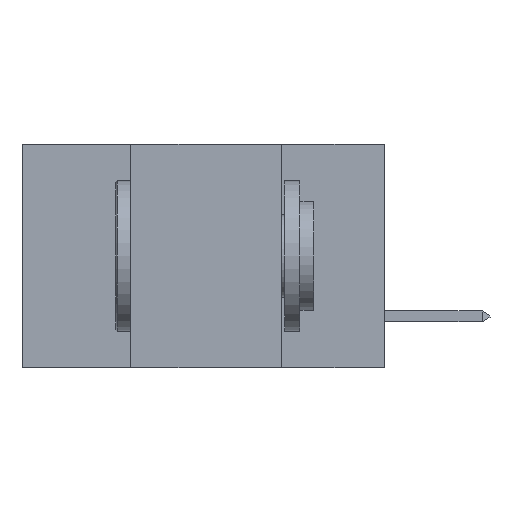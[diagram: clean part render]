
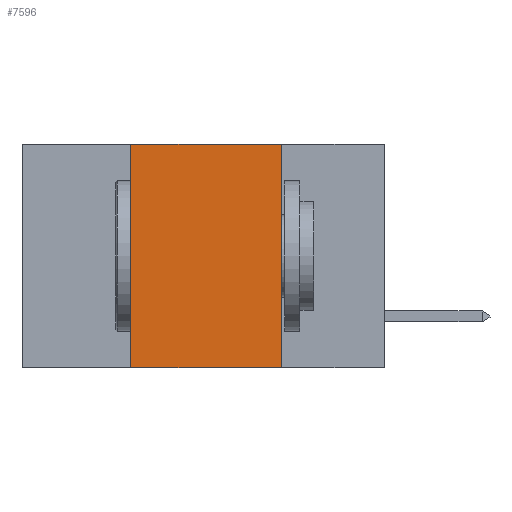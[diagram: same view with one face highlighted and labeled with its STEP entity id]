
A CAD part, left-side view. The second image highlights one B-rep face of the part: STEP entity #7596.
In plain terms, the highlighted planar face has unit normal (-1, 0, 0).
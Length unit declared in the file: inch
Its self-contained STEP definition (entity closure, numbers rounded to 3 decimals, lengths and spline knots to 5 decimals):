
#656 = ORIENTED_EDGE ( 'NONE', *, *, #10466, .F. ) ;
#960 = EDGE_CURVE ( 'NONE', #7074, #4898, #4699, .T. ) ;
#3111 = CARTESIAN_POINT ( 'NONE',  ( 0., 0.6, 0. ) ) ;
#3138 = ORIENTED_EDGE ( 'NONE', *, *, #960, .F. ) ;
#3292 = DIRECTION ( 'NONE',  ( 0., 0., -1. ) ) ;
#3728 = CARTESIAN_POINT ( 'NONE',  ( 0., 0.6, 0. ) ) ;
#3754 = VECTOR ( 'NONE', #5444, 39.37008 ) ;
#4247 = VECTOR ( 'NONE', #3292, 39.37008 ) ;
#4352 = VERTEX_POINT ( 'NONE', #8734 ) ;
#4492 = EDGE_CURVE ( 'NONE', #4352, #7074, #6181, .T. ) ;
#4699 = LINE ( 'NONE', #3111, #11198 ) ;
#4898 = VERTEX_POINT ( 'NONE', #4986 ) ;
#4986 = CARTESIAN_POINT ( 'NONE',  ( 0., 0.17, 0. ) ) ;
#5444 = DIRECTION ( 'NONE',  ( 0., -1., 0. ) ) ;
#5549 = PLANE ( 'NONE',  #10334 ) ;
#5579 = VECTOR ( 'NONE', #7633, 39.37008 ) ;
#5580 = ORIENTED_EDGE ( 'NONE', *, *, #4492, .F. ) ;
#6181 = LINE ( 'NONE', #7851, #5579 ) ;
#6511 = DIRECTION ( 'NONE',  ( 0., 0., -1. ) ) ;
#7074 = VERTEX_POINT ( 'NONE', #9885 ) ;
#7596 = ADVANCED_FACE ( 'NONE', ( #9212 ), #5549, .F. ) ;
#7633 = DIRECTION ( 'NONE',  ( 0., 0., 1. ) ) ;
#7851 = CARTESIAN_POINT ( 'NONE',  ( 0., 0.42, 0. ) ) ;
#8734 = CARTESIAN_POINT ( 'NONE',  ( 0., 0.42, -0.37 ) ) ;
#8767 = LINE ( 'NONE', #8968, #3754 ) ;
#8856 = EDGE_CURVE ( 'NONE', #4352, #10961, #8767, .T. ) ;
#8945 = DIRECTION ( 'NONE',  ( 0., -1., 0. ) ) ;
#8968 = CARTESIAN_POINT ( 'NONE',  ( 0., 0.6, -0.37 ) ) ;
#9018 = EDGE_LOOP ( 'NONE', ( #656, #3138, #5580, #10140 ) ) ;
#9212 = FACE_OUTER_BOUND ( 'NONE', #9018, .T. ) ;
#9349 = CARTESIAN_POINT ( 'NONE',  ( 0., 0.17, -0.37 ) ) ;
#9480 = CARTESIAN_POINT ( 'NONE',  ( 0., 0.17, 0. ) ) ;
#9885 = CARTESIAN_POINT ( 'NONE',  ( 0., 0.42, 0. ) ) ;
#10140 = ORIENTED_EDGE ( 'NONE', *, *, #8856, .T. ) ;
#10334 = AXIS2_PLACEMENT_3D ( 'NONE', #3728, #11435, #6511 ) ;
#10466 = EDGE_CURVE ( 'NONE', #4898, #10961, #11304, .T. ) ;
#10961 = VERTEX_POINT ( 'NONE', #9349 ) ;
#11198 = VECTOR ( 'NONE', #8945, 39.37008 ) ;
#11304 = LINE ( 'NONE', #9480, #4247 ) ;
#11435 = DIRECTION ( 'NONE',  ( 1., 0., 0. ) ) ;
